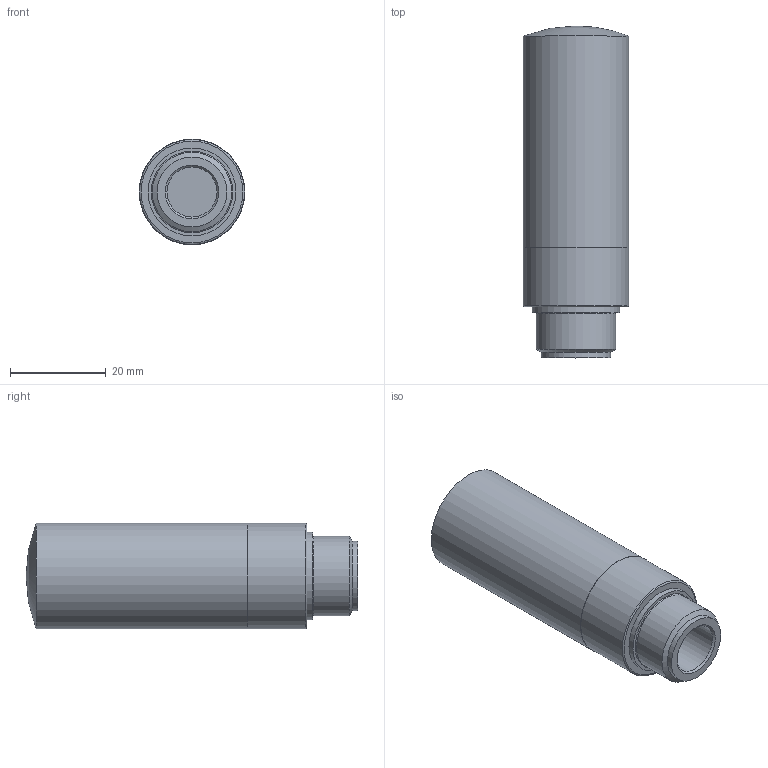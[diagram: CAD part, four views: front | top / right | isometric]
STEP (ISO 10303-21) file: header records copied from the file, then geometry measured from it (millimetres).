
FILE_DESCRIPTION(/* description */ ('STEP AP214'),/* implementation_level */ '2;1');
FILE_NAME(/* name */ '576759_UC-3_8-20',/* time_stamp */ '2024-09-15T16:19:09+02:00',/* author */ ('License CC BY-ND 4.0'),/* organization */ ('CADENAS'),/* preprocessor_version */ 'ST-DEVELOPER v19.3',/* originating_system */ 'PARTsolutions',/* authorisation */ ' ');
FILE_SCHEMA (('AUTOMOTIVE_DESIGN {1 0 10303 214 3 1 1}'));
Length unit declared in the file: millimetre
Products named in the file (1): 576759 UC-3/8-20
Bounding box: 22.1 x 69.5 x 22.1 mm (x, y, z)
Volume: 22780.1 mm3; surface area: 5854.7 mm2
Topology: 1 solids, 1 shells, 16 faces, 30 edges, 19 vertices
Faces by surface type: cylinder 6, plane 5, torus 2, cone 2, sphere 1
Full cylindrical faces by diameter (mm): 10.5 x1, 14.6 x1, 16.662 x1, 18.417 x1, 22 x1, 22.1 x1
Entity records: 450 total; most frequent: DIRECTION 64, CARTESIAN_POINT 47, AXIS2_PLACEMENT_3D 32, ORIENTED_EDGE 30, EDGE_LOOP 30, FACE_BOUND 30, STYLED_ITEM 16, PRESENTATION_STYLE_ASSIGNMENT 16
